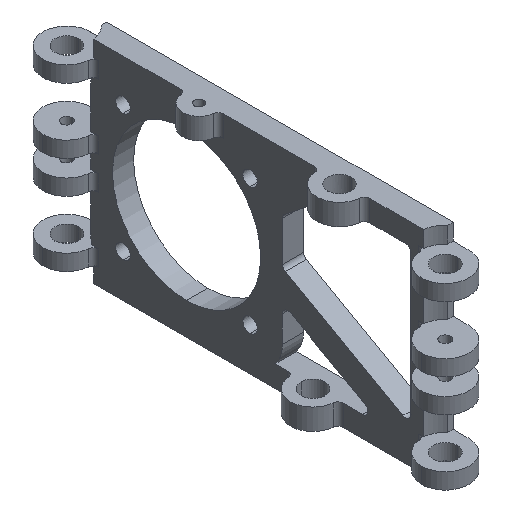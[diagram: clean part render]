
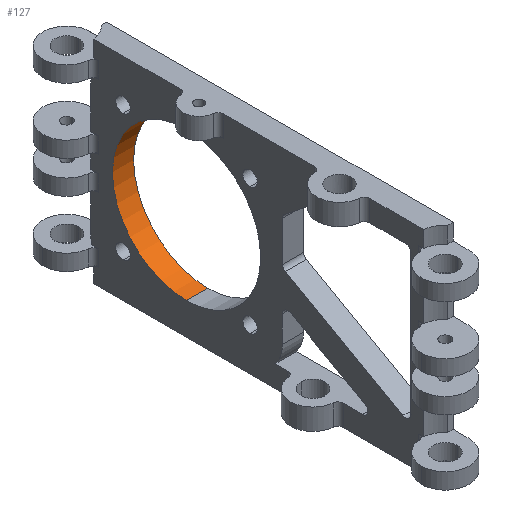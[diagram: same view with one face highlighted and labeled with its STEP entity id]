
A CAD part, isometric view. The second image highlights one B-rep face of the part: STEP entity #127.
In plain terms, the highlighted cylindrical face has radius 14 mm (diameter 28 mm), a partial arc.
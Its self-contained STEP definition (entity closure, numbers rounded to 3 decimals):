
#6 = CARTESIAN_POINT ( 'NONE',  ( 33.5, 11.875, -34. ) ) ;
#55 = CIRCLE ( 'NONE', #2485, 14. ) ;
#127 = ADVANCED_FACE ( 'NONE', ( #1734 ), #2755, .F. ) ;
#180 = ORIENTED_EDGE ( 'NONE', *, *, #755, .T. ) ;
#269 = LINE ( 'NONE', #3772, #3384 ) ;
#316 = VERTEX_POINT ( 'NONE', #2331 ) ;
#657 = CARTESIAN_POINT ( 'NONE',  ( 37.5, 11.875, -34. ) ) ;
#755 = EDGE_CURVE ( 'NONE', #3296, #1269, #4374, .T. ) ;
#926 = DIRECTION ( 'NONE',  ( 0., 0., -1. ) ) ;
#1016 = CARTESIAN_POINT ( 'NONE',  ( 33.5, 11.875, -20. ) ) ;
#1028 = ORIENTED_EDGE ( 'NONE', *, *, #4110, .F. ) ;
#1093 = EDGE_CURVE ( 'NONE', #1269, #3976, #269, .T. ) ;
#1269 = VERTEX_POINT ( 'NONE', #6 ) ;
#1623 = DIRECTION ( 'NONE',  ( 0., 0., -1. ) ) ;
#1633 = AXIS2_PLACEMENT_3D ( 'NONE', #3515, #3537, #3121 ) ;
#1665 = DIRECTION ( 'NONE',  ( -1., 0., 0. ) ) ;
#1734 = FACE_OUTER_BOUND ( 'NONE', #2210, .T. ) ;
#1840 = AXIS2_PLACEMENT_3D ( 'NONE', #1016, #1665, #1623 ) ;
#1988 = DIRECTION ( 'NONE',  ( 1., 0., 0. ) ) ;
#2210 = EDGE_LOOP ( 'NONE', ( #1028, #180, #4263, #4468 ) ) ;
#2229 = EDGE_CURVE ( 'NONE', #3976, #316, #55, .T. ) ;
#2331 = CARTESIAN_POINT ( 'NONE',  ( 37.5, 11.875, -6. ) ) ;
#2368 = DIRECTION ( 'NONE',  ( 1., 0., 0. ) ) ;
#2485 = AXIS2_PLACEMENT_3D ( 'NONE', #2639, #4028, #926 ) ;
#2558 = CARTESIAN_POINT ( 'NONE',  ( 33.5, 11.875, -6. ) ) ;
#2639 = CARTESIAN_POINT ( 'NONE',  ( 37.5, 11.875, -20. ) ) ;
#2675 = LINE ( 'NONE', #4056, #3092 ) ;
#2755 = CYLINDRICAL_SURFACE ( 'NONE', #1633, 14. ) ;
#3092 = VECTOR ( 'NONE', #1988, 1000. ) ;
#3121 = DIRECTION ( 'NONE',  ( 0., 0., -1. ) ) ;
#3296 = VERTEX_POINT ( 'NONE', #2558 ) ;
#3384 = VECTOR ( 'NONE', #2368, 1000. ) ;
#3515 = CARTESIAN_POINT ( 'NONE',  ( -9.28, 11.875, -20. ) ) ;
#3537 = DIRECTION ( 'NONE',  ( 1., 0., 0. ) ) ;
#3772 = CARTESIAN_POINT ( 'NONE',  ( -9.28, 11.875, -34. ) ) ;
#3976 = VERTEX_POINT ( 'NONE', #657 ) ;
#4028 = DIRECTION ( 'NONE',  ( 1., 0., 0. ) ) ;
#4056 = CARTESIAN_POINT ( 'NONE',  ( -9.28, 11.875, -6. ) ) ;
#4110 = EDGE_CURVE ( 'NONE', #3296, #316, #2675, .T. ) ;
#4263 = ORIENTED_EDGE ( 'NONE', *, *, #1093, .T. ) ;
#4374 = CIRCLE ( 'NONE', #1840, 14. ) ;
#4468 = ORIENTED_EDGE ( 'NONE', *, *, #2229, .T. ) ;
